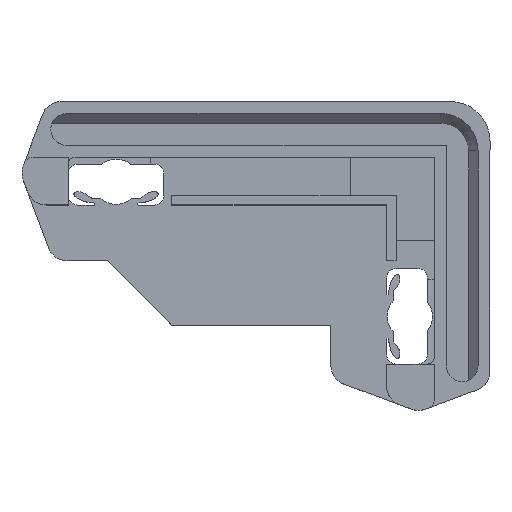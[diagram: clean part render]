
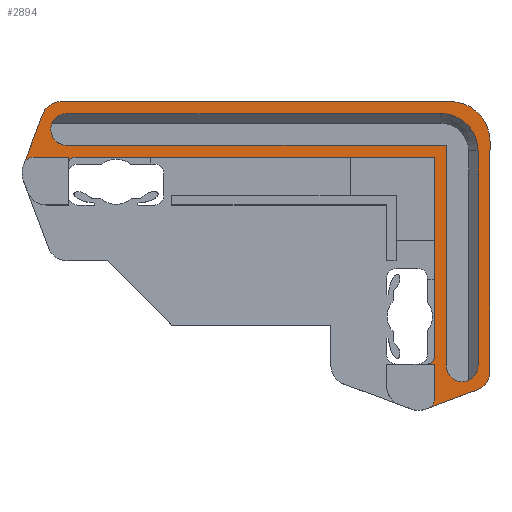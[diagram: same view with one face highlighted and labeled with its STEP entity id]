
A CAD part, top view. The second image highlights one B-rep face of the part: STEP entity #2894.
In plain terms, the highlighted planar face has unit normal (0, 0, 1).
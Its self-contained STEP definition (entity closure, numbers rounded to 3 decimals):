
#19=FACE_BOUND('',#445,.T.);
#155=CIRCLE('',#3099,1.2);
#158=CIRCLE('',#3104,2.5);
#161=CIRCLE('',#3110,5.);
#162=CIRCLE('',#3112,4.7);
#164=CIRCLE('',#3117,2.);
#165=CIRCLE('',#3122,0.85);
#168=CIRCLE('',#3131,2.5);
#169=CIRCLE('',#3132,1.2);
#170=CIRCLE('',#3133,0.85);
#171=CIRCLE('',#3134,2.);
#280=FACE_OUTER_BOUND('',#444,.T.);
#444=EDGE_LOOP('',(#2229,#2230,#2231,#2232,#2233,#2234,#2235,#2236,#2237,
#2238,#2239,#2240,#2241,#2242,#2243,#2244,#2245));
#445=EDGE_LOOP('',(#2246,#2247,#2248,#2249,#2250,#2251,#2252));
#702=LINE('',#4578,#1012);
#704=LINE('',#4583,#1014);
#709=LINE('',#4595,#1019);
#712=LINE('',#4600,#1022);
#717=LINE('',#4614,#1027);
#728=LINE('',#4635,#1038);
#730=LINE('',#4638,#1040);
#731=LINE('',#4640,#1041);
#732=LINE('',#4643,#1042);
#733=LINE('',#4647,#1043);
#734=LINE('',#4651,#1044);
#735=LINE('',#4653,#1045);
#736=LINE('',#4656,#1046);
#737=LINE('',#4658,#1047);
#1012=VECTOR('',#3646,1000.);
#1014=VECTOR('',#3650,1000.);
#1019=VECTOR('',#3663,1000.);
#1022=VECTOR('',#3670,1000.);
#1027=VECTOR('',#3683,1000.);
#1038=VECTOR('',#3700,1000.);
#1040=VECTOR('',#3704,1000.);
#1041=VECTOR('',#3707,1000.);
#1042=VECTOR('',#3710,1000.);
#1043=VECTOR('',#3713,1000.);
#1044=VECTOR('',#3716,1000.);
#1045=VECTOR('',#3717,1000.);
#1046=VECTOR('',#3720,1000.);
#1047=VECTOR('',#3721,1000.);
#1317=VERTEX_POINT('',#4530);
#1318=VERTEX_POINT('',#4531);
#1323=VERTEX_POINT('',#4545);
#1324=VERTEX_POINT('',#4547);
#1329=VERTEX_POINT('',#4563);
#1330=VERTEX_POINT('',#4565);
#1331=VERTEX_POINT('',#4569);
#1332=VERTEX_POINT('',#4571);
#1334=VERTEX_POINT('',#4577);
#1335=VERTEX_POINT('',#4581);
#1336=VERTEX_POINT('',#4582);
#1339=VERTEX_POINT('',#4590);
#1340=VERTEX_POINT('',#4603);
#1341=VERTEX_POINT('',#4604);
#1344=VERTEX_POINT('',#4613);
#1351=VERTEX_POINT('',#4633);
#1352=VERTEX_POINT('',#4642);
#1353=VERTEX_POINT('',#4644);
#1354=VERTEX_POINT('',#4646);
#1355=VERTEX_POINT('',#4648);
#1356=VERTEX_POINT('',#4650);
#1357=VERTEX_POINT('',#4652);
#1358=VERTEX_POINT('',#4654);
#1359=VERTEX_POINT('',#4657);
#1634=EDGE_CURVE('',#1317,#1318,#155,.T.);
#1643=EDGE_CURVE('',#1323,#1324,#158,.T.);
#1652=EDGE_CURVE('',#1329,#1330,#161,.T.);
#1655=EDGE_CURVE('',#1332,#1331,#162,.T.);
#1657=EDGE_CURVE('',#1334,#1331,#702,.T.);
#1659=EDGE_CURVE('',#1335,#1336,#704,.T.);
#1665=EDGE_CURVE('',#1335,#1339,#164,.T.);
#1666=EDGE_CURVE('',#1339,#1332,#709,.T.);
#1669=EDGE_CURVE('',#1323,#1318,#712,.T.);
#1671=EDGE_CURVE('',#1340,#1341,#165,.T.);
#1676=EDGE_CURVE('',#1344,#1340,#717,.T.);
#1688=EDGE_CURVE('',#1351,#1341,#728,.T.);
#1690=EDGE_CURVE('',#1351,#1317,#730,.T.);
#1691=EDGE_CURVE('',#1329,#1324,#731,.T.);
#1692=EDGE_CURVE('',#1330,#1352,#732,.T.);
#1693=EDGE_CURVE('',#1352,#1353,#168,.T.);
#1694=EDGE_CURVE('',#1354,#1353,#733,.T.);
#1695=EDGE_CURVE('',#1354,#1355,#169,.T.);
#1696=EDGE_CURVE('',#1356,#1355,#734,.T.);
#1697=EDGE_CURVE('',#1357,#1356,#735,.T.);
#1698=EDGE_CURVE('',#1357,#1358,#170,.T.);
#1699=EDGE_CURVE('',#1344,#1358,#736,.T.);
#1700=EDGE_CURVE('',#1359,#1336,#737,.T.);
#1701=EDGE_CURVE('',#1334,#1359,#171,.T.);
#2229=ORIENTED_EDGE('',*,*,#1692,.T.);
#2230=ORIENTED_EDGE('',*,*,#1693,.T.);
#2231=ORIENTED_EDGE('',*,*,#1694,.F.);
#2232=ORIENTED_EDGE('',*,*,#1695,.T.);
#2233=ORIENTED_EDGE('',*,*,#1696,.F.);
#2234=ORIENTED_EDGE('',*,*,#1697,.F.);
#2235=ORIENTED_EDGE('',*,*,#1698,.T.);
#2236=ORIENTED_EDGE('',*,*,#1699,.F.);
#2237=ORIENTED_EDGE('',*,*,#1676,.T.);
#2238=ORIENTED_EDGE('',*,*,#1671,.T.);
#2239=ORIENTED_EDGE('',*,*,#1688,.F.);
#2240=ORIENTED_EDGE('',*,*,#1690,.T.);
#2241=ORIENTED_EDGE('',*,*,#1634,.T.);
#2242=ORIENTED_EDGE('',*,*,#1669,.F.);
#2243=ORIENTED_EDGE('',*,*,#1643,.T.);
#2244=ORIENTED_EDGE('',*,*,#1691,.F.);
#2245=ORIENTED_EDGE('',*,*,#1652,.T.);
#2246=ORIENTED_EDGE('',*,*,#1657,.T.);
#2247=ORIENTED_EDGE('',*,*,#1655,.F.);
#2248=ORIENTED_EDGE('',*,*,#1666,.F.);
#2249=ORIENTED_EDGE('',*,*,#1665,.F.);
#2250=ORIENTED_EDGE('',*,*,#1659,.T.);
#2251=ORIENTED_EDGE('',*,*,#1700,.F.);
#2252=ORIENTED_EDGE('',*,*,#1701,.F.);
#2770=PLANE('',#3130);
#2894=ADVANCED_FACE('',(#280,#19),#2770,.T.);
#3099=AXIS2_PLACEMENT_3D('',#4532,#3601,#3602);
#3104=AXIS2_PLACEMENT_3D('',#4549,#3617,#3618);
#3110=AXIS2_PLACEMENT_3D('',#4567,#3635,#3636);
#3112=AXIS2_PLACEMENT_3D('',#4573,#3641,#3642);
#3117=AXIS2_PLACEMENT_3D('',#4593,#3659,#3660);
#3122=AXIS2_PLACEMENT_3D('',#4605,#3674,#3675);
#3130=AXIS2_PLACEMENT_3D('',#4641,#3708,#3709);
#3131=AXIS2_PLACEMENT_3D('',#4645,#3711,#3712);
#3132=AXIS2_PLACEMENT_3D('',#4649,#3714,#3715);
#3133=AXIS2_PLACEMENT_3D('',#4655,#3718,#3719);
#3134=AXIS2_PLACEMENT_3D('',#4659,#3722,#3723);
#3601=DIRECTION('center_axis',(0.,0.,-1.));
#3602=DIRECTION('ref_axis',(1.,0.,0.));
#3617=DIRECTION('center_axis',(0.,0.,1.));
#3618=DIRECTION('ref_axis',(1.,0.,0.));
#3635=DIRECTION('center_axis',(0.,0.,1.));
#3636=DIRECTION('ref_axis',(1.,0.,0.));
#3641=DIRECTION('center_axis',(0.,0.,1.));
#3642=DIRECTION('ref_axis',(1.,0.,0.));
#3646=DIRECTION('',(1.,0.,0.));
#3650=DIRECTION('',(0.,1.,0.));
#3659=DIRECTION('center_axis',(0.,0.,1.));
#3660=DIRECTION('ref_axis',(1.,0.,0.));
#3663=DIRECTION('',(0.,1.,0.));
#3670=DIRECTION('',(-0.937,-0.35,0.));
#3674=DIRECTION('center_axis',(0.,0.,-1.));
#3675=DIRECTION('ref_axis',(1.,0.,0.));
#3683=DIRECTION('',(0.,-1.,0.));
#3700=DIRECTION('',(-1.,0.,0.));
#3704=DIRECTION('',(0.,-1.,0.));
#3707=DIRECTION('',(0.,-1.,0.));
#3708=DIRECTION('center_axis',(0.,0.,1.));
#3709=DIRECTION('ref_axis',(1.,0.,0.));
#3710=DIRECTION('',(-1.,0.,0.));
#3711=DIRECTION('center_axis',(0.,0.,
1.));
#3712=DIRECTION('ref_axis',(1.,0.,0.));
#3713=DIRECTION('',(0.35,0.937,0.));
#3714=DIRECTION('center_axis',(0.,0.,
-1.));
#3715=DIRECTION('ref_axis',(1.,0.,0.));
#3716=DIRECTION('',(-1.,0.,0.));
#3717=DIRECTION('',(0.,1.,0.));
#3718=DIRECTION('center_axis',(0.,0.,
-1.));
#3719=DIRECTION('ref_axis',(1.,0.,0.));
#3720=DIRECTION('',(-1.,0.,0.));
#3721=DIRECTION('',(1.,0.,0.));
#3722=DIRECTION('center_axis',(0.,0.,
1.));
#3723=DIRECTION('ref_axis',(1.,0.,0.));
#4530=CARTESIAN_POINT('',(33.891,-17.42,5.4));
#4531=CARTESIAN_POINT('',(33.111,-18.544,5.4));
#4532=CARTESIAN_POINT('Origin',(32.691,-17.42,5.4));
#4545=CARTESIAN_POINT('',(39.266,-16.245,5.4));
#4547=CARTESIAN_POINT('',(40.891,-13.903,5.4));
#4549=CARTESIAN_POINT('Origin',(38.391,-13.903,5.4));
#4563=CARTESIAN_POINT('',(40.891,15.,5.4));
#4565=CARTESIAN_POINT('',(35.891,20.,5.4));
#4567=CARTESIAN_POINT('Origin',(35.891,15.,5.4));
#4569=CARTESIAN_POINT('',(34.682,18.5,5.4));
#4571=CARTESIAN_POINT('',(39.391,13.79,5.4));
#4573=CARTESIAN_POINT('Origin',(34.691,13.8,5.4));
#4577=CARTESIAN_POINT('',(-12.318,18.5,5.4));
#4578=CARTESIAN_POINT('',(-20.,18.5,5.4));
#4581=CARTESIAN_POINT('',(35.391,-13.209,5.4));
#4582=CARTESIAN_POINT('',(35.391,14.5,5.4));
#4583=CARTESIAN_POINT('',(35.391,0.,5.4));
#4590=CARTESIAN_POINT('',(39.391,-13.209,5.4));
#4593=CARTESIAN_POINT('Origin',(37.391,-13.209,5.4));
#4595=CARTESIAN_POINT('',(39.391,0.,5.4));
#4600=CARTESIAN_POINT('',(10.133,-27.127,5.4));
#4603=CARTESIAN_POINT('',(33.891,-12.15,5.4));
#4604=CARTESIAN_POINT('',(33.041,-13.,5.4));
#4605=CARTESIAN_POINT('Origin',(33.041,-12.15,5.4));
#4613=CARTESIAN_POINT('',(33.891,13.,5.4));
#4614=CARTESIAN_POINT('',(33.891,10.253,5.4));
#4633=CARTESIAN_POINT('',(33.891,-13.,5.4));
#4635=CARTESIAN_POINT('',(20.891,-13.,5.4));
#4638=CARTESIAN_POINT('',(33.891,10.253,5.4));
#4640=CARTESIAN_POINT('',(40.891,7.638,5.4));
#4641=CARTESIAN_POINT('Origin',(0.,0.,5.4));
#4642=CARTESIAN_POINT('',(-13.012,20.,5.4));
#4643=CARTESIAN_POINT('',(28.53,20.,5.4));
#4644=CARTESIAN_POINT('',(-15.354,18.375,5.4));
#4645=CARTESIAN_POINT('Origin',(-13.012,17.5,5.4));
#4646=CARTESIAN_POINT('',(-17.653,12.22,5.4));
#4647=CARTESIAN_POINT('',(-21.946,0.727,5.4));
#4648=CARTESIAN_POINT('',(-16.529,13.,5.4));
#4649=CARTESIAN_POINT('Origin',(-16.529,11.8,5.4));
#4650=CARTESIAN_POINT('',(-12.109,13.,5.4));
#4651=CARTESIAN_POINT('',(11.144,13.,5.4));
#4652=CARTESIAN_POINT('',(-12.109,12.15,5.4));
#4653=CARTESIAN_POINT('',(-12.109,9.,5.4));
#4654=CARTESIAN_POINT('',(-11.259,13.,5.4));
#4655=CARTESIAN_POINT('Origin',(-11.259,12.15,5.4));
#4656=CARTESIAN_POINT('',(31.144,13.,5.4));
#4657=CARTESIAN_POINT('',(-12.318,14.5,5.4));
#4658=CARTESIAN_POINT('',(-20.,14.5,5.4));
#4659=CARTESIAN_POINT('Origin',(-12.318,16.5,5.4));
